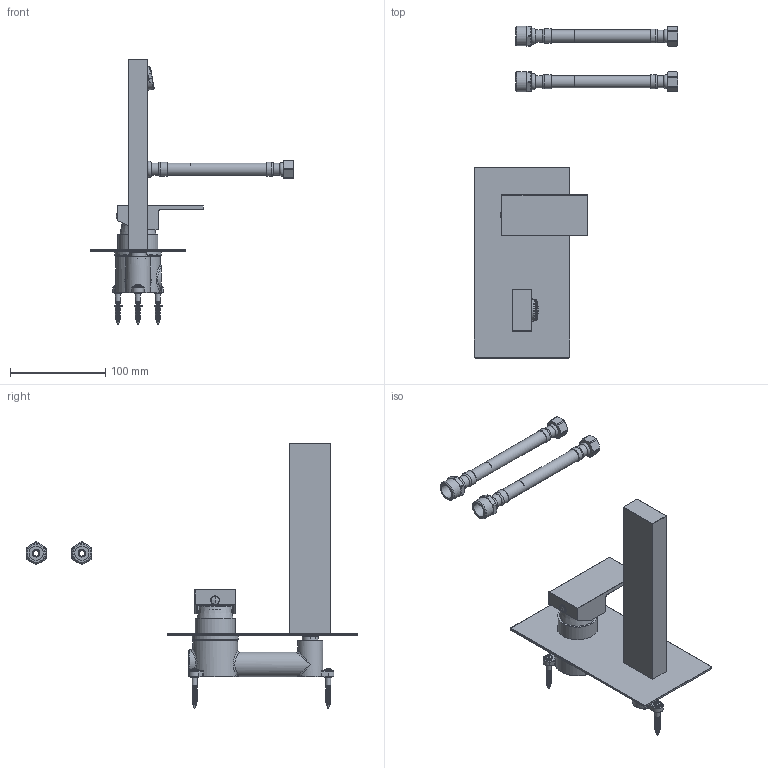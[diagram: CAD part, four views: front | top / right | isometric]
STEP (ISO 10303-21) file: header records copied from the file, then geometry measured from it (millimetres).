
FILE_DESCRIPTION(/* description */ (''),/* implementation_level */ '2;1');
FILE_NAME(/* name */ 'A031 15 00 00.stp',/* time_stamp */ '2021-01-12T12:47:17+08:00',/* author */ (''),/* organization */ (''),/* preprocessor_version */ 'ST-DEVELOPER v16.7',/* originating_system */ 'SIEMENS PLM Software NX 12.0',/* authorisation */ '');
FILE_SCHEMA (('AUTOMOTIVE_DESIGN { 1 0 10303 214 3 1 1 1 }'));
Products named in the file (1): GT7FB4CE32t0ok
Bounding box: 213.52 x 348.61 x 278.3 mm (x, y, z)
Volume: 233336.4 mm3; surface area: 227583.6 mm2
Topology: 37 solids, 40 shells, 3882 faces, 10202 edges, 6324 vertices
Faces by surface type: plane 1756, cylinder 1171, torus 335, bspline 288, cone 190, sphere 130, extrusion 12
Full cylindrical faces by diameter (mm): 3.7 x3, 4 x3, 4.1 x5, 5.2 x2, 5.3 x3, 5.5 x2, 6 x7, 6.8 x1, 7 x1, 7.263 x2, 7.7 x3, 7.8 x3, 8 x6, 8.5 x1, 12.3 x2, 12.6 x2, 13 x4, 14 x1, 14.2 x2, 14.5 x2, 14.8 x3, 15 x7, 15.2 x1, 16 x2, 18 x1, 19 x3, 20 x1, 20.8 x2, 21 x1, 21.5 x1
Entity records: 146182 total; most frequent: CARTESIAN_POINT 51821, ORIENTED_EDGE 19610, DIRECTION 19608, EDGE_CURVE 9805, AXIS2_PLACEMENT_3D 7195, VERTEX_POINT 6231, VECTOR 5218, LINE 5206
